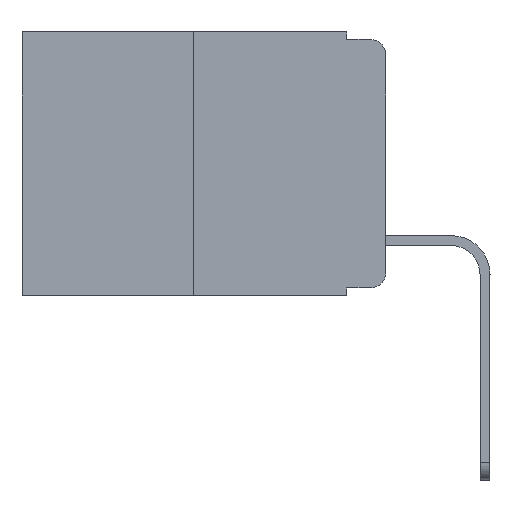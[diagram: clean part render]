
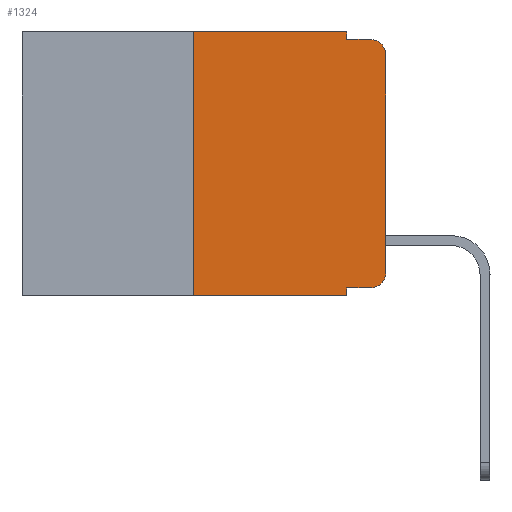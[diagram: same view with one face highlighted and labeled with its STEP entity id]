
A CAD part, left-side view. The second image highlights one B-rep face of the part: STEP entity #1324.
In plain terms, the highlighted planar face has unit normal (-1, 0, 0).
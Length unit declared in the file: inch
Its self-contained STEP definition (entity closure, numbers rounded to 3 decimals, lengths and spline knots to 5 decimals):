
#95 = EDGE_CURVE ( 'NONE', #2993, #5895, #13472, .T. ) ;
#314 = EDGE_LOOP ( 'NONE', ( #3807, #7974, #4158, #5369, #13474, #8589, #4616, #2510, #9407, #1022 ) ) ;
#326 = CARTESIAN_POINT ( 'NONE',  ( 0., 0.02, -0.333 ) ) ;
#398 = VERTEX_POINT ( 'NONE', #6696 ) ;
#420 = CARTESIAN_POINT ( 'NONE',  ( 0., 0.051, -0.333 ) ) ;
#426 = VERTEX_POINT ( 'NONE', #10531 ) ;
#473 = DIRECTION ( 'NONE',  ( 0., 0., 1. ) ) ;
#711 = EDGE_CURVE ( 'NONE', #15650, #426, #6881, .T. ) ;
#865 = CARTESIAN_POINT ( 'NONE',  ( 0., 0.473, 0. ) ) ;
#1022 = ORIENTED_EDGE ( 'NONE', *, *, #2290, .T. ) ;
#1324 = ADVANCED_FACE ( 'NONE', ( #3972 ), #2964, .F. ) ;
#1681 = VECTOR ( 'NONE', #7010, 39.37008 ) ;
#1715 = EDGE_CURVE ( 'NONE', #5038, #12443, #12269, .T. ) ;
#1741 = DIRECTION ( 'NONE',  ( 0., 0., 1. ) ) ;
#1755 = LINE ( 'NONE', #8717, #8887 ) ;
#2153 = AXIS2_PLACEMENT_3D ( 'NONE', #12995, #14183, #2955 ) ;
#2290 = EDGE_CURVE ( 'NONE', #12184, #398, #3584, .T. ) ;
#2468 = CARTESIAN_POINT ( 'NONE',  ( 0., 0., -0.03 ) ) ;
#2510 = ORIENTED_EDGE ( 'NONE', *, *, #711, .F. ) ;
#2626 = CARTESIAN_POINT ( 'NONE',  ( 0., 0.051, 0. ) ) ;
#2711 = DIRECTION ( 'NONE',  ( 0., -1., 0. ) ) ;
#2806 = DIRECTION ( 'NONE',  ( 0., 0., -1. ) ) ;
#2860 = EDGE_CURVE ( 'NONE', #5038, #426, #7401, .T. ) ;
#2955 = DIRECTION ( 'NONE',  ( 0., 0., -1. ) ) ;
#2964 = PLANE ( 'NONE',  #15207 ) ;
#2993 = VERTEX_POINT ( 'NONE', #12377 ) ;
#3584 = CIRCLE ( 'NONE', #12824, 0.02 ) ;
#3712 = DIRECTION ( 'NONE',  ( 0., 0., -1. ) ) ;
#3807 = ORIENTED_EDGE ( 'NONE', *, *, #15693, .T. ) ;
#3972 = FACE_OUTER_BOUND ( 'NONE', #314, .T. ) ;
#4068 = VERTEX_POINT ( 'NONE', #2468 ) ;
#4158 = ORIENTED_EDGE ( 'NONE', *, *, #95, .F. ) ;
#4616 = ORIENTED_EDGE ( 'NONE', *, *, #2860, .T. ) ;
#4677 = DIRECTION ( 'NONE',  ( 0., -1., 0. ) ) ;
#5005 = DIRECTION ( 'NONE',  ( 0., 0., -1. ) ) ;
#5038 = VERTEX_POINT ( 'NONE', #5631 ) ;
#5085 = CIRCLE ( 'NONE', #2153, 0.02 ) ;
#5369 = ORIENTED_EDGE ( 'NONE', *, *, #12641, .F. ) ;
#5494 = VERTEX_POINT ( 'NONE', #2626 ) ;
#5631 = CARTESIAN_POINT ( 'NONE',  ( 0., 0.25, -0.343 ) ) ;
#5895 = VERTEX_POINT ( 'NONE', #15703 ) ;
#6696 = CARTESIAN_POINT ( 'NONE',  ( 0., 0., -0.313 ) ) ;
#6868 = CARTESIAN_POINT ( 'NONE',  ( 0., 0.25, 0. ) ) ;
#6881 = LINE ( 'NONE', #14760, #7064 ) ;
#7010 = DIRECTION ( 'NONE',  ( 0., -1., 0. ) ) ;
#7064 = VECTOR ( 'NONE', #5005, 39.37008 ) ;
#7401 = LINE ( 'NONE', #9785, #9733 ) ;
#7461 = EDGE_CURVE ( 'NONE', #4068, #5895, #5085, .T. ) ;
#7867 = CARTESIAN_POINT ( 'NONE',  ( 0., 0., 0. ) ) ;
#7974 = ORIENTED_EDGE ( 'NONE', *, *, #7461, .T. ) ;
#8248 = VECTOR ( 'NONE', #14590, 39.37008 ) ;
#8431 = VECTOR ( 'NONE', #473, 39.37008 ) ;
#8589 = ORIENTED_EDGE ( 'NONE', *, *, #1715, .F. ) ;
#8717 = CARTESIAN_POINT ( 'NONE',  ( 0., 0.051, 0. ) ) ;
#8887 = VECTOR ( 'NONE', #3712, 39.37008 ) ;
#9407 = ORIENTED_EDGE ( 'NONE', *, *, #15215, .T. ) ;
#9733 = VECTOR ( 'NONE', #4677, 39.37008 ) ;
#9785 = CARTESIAN_POINT ( 'NONE',  ( 0., 0.473, -0.343 ) ) ;
#9936 = VECTOR ( 'NONE', #1741, 39.37008 ) ;
#10201 = DIRECTION ( 'NONE',  ( 1., 0., 0. ) ) ;
#10531 = CARTESIAN_POINT ( 'NONE',  ( 0., 0.051, -0.343 ) ) ;
#10774 = VECTOR ( 'NONE', #2711, 39.37008 ) ;
#10797 = CARTESIAN_POINT ( 'NONE',  ( 0., 0.051, -0.333 ) ) ;
#10943 = LINE ( 'NONE', #7867, #8431 ) ;
#11100 = DIRECTION ( 'NONE',  ( 0., 0., -1. ) ) ;
#11532 = LINE ( 'NONE', #10797, #1681 ) ;
#11817 = CARTESIAN_POINT ( 'NONE',  ( 0., 0.25, 0. ) ) ;
#12184 = VERTEX_POINT ( 'NONE', #326 ) ;
#12269 = LINE ( 'NONE', #6868, #9936 ) ;
#12371 = CARTESIAN_POINT ( 'NONE',  ( 0., 0.051, -0.01 ) ) ;
#12377 = CARTESIAN_POINT ( 'NONE',  ( 0., 0.051, -0.01 ) ) ;
#12443 = VERTEX_POINT ( 'NONE', #11817 ) ;
#12641 = EDGE_CURVE ( 'NONE', #5494, #2993, #1755, .T. ) ;
#12824 = AXIS2_PLACEMENT_3D ( 'NONE', #14885, #15974, #11100 ) ;
#12995 = CARTESIAN_POINT ( 'NONE',  ( 0., 0.02, -0.03 ) ) ;
#13472 = LINE ( 'NONE', #12371, #10774 ) ;
#13474 = ORIENTED_EDGE ( 'NONE', *, *, #15294, .F. ) ;
#13475 = LINE ( 'NONE', #865, #8248 ) ;
#14183 = DIRECTION ( 'NONE',  ( -1., 0., 0. ) ) ;
#14590 = DIRECTION ( 'NONE',  ( 0., -1., 0. ) ) ;
#14760 = CARTESIAN_POINT ( 'NONE',  ( 0., 0.051, 0. ) ) ;
#14885 = CARTESIAN_POINT ( 'NONE',  ( 0., 0.02, -0.313 ) ) ;
#15118 = CARTESIAN_POINT ( 'NONE',  ( 0., 0.473, 0. ) ) ;
#15207 = AXIS2_PLACEMENT_3D ( 'NONE', #15118, #10201, #2806 ) ;
#15215 = EDGE_CURVE ( 'NONE', #15650, #12184, #11532, .T. ) ;
#15294 = EDGE_CURVE ( 'NONE', #12443, #5494, #13475, .T. ) ;
#15650 = VERTEX_POINT ( 'NONE', #420 ) ;
#15693 = EDGE_CURVE ( 'NONE', #398, #4068, #10943, .T. ) ;
#15703 = CARTESIAN_POINT ( 'NONE',  ( 0., 0.02, -0.01 ) ) ;
#15974 = DIRECTION ( 'NONE',  ( -1., 0., 0. ) ) ;
